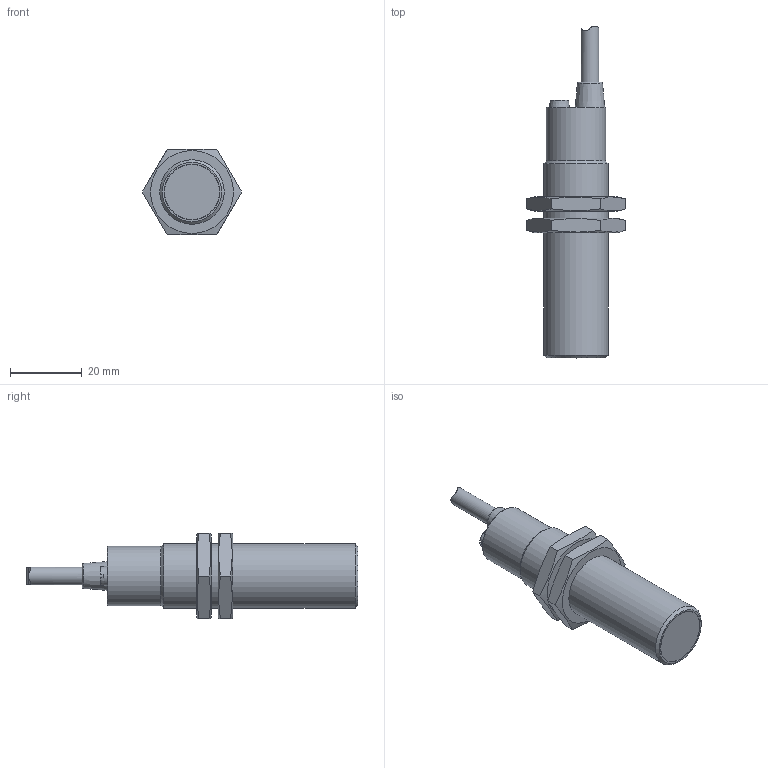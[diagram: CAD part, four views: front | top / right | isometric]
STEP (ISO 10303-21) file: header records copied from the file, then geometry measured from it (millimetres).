
FILE_DESCRIPTION(/* description */ (''),/* implementation_level */ '2;1');
FILE_NAME(/* name */ '403000_Shrinkwrap_1.stp',/* time_stamp */ '2021-07-23T13:35:21+02:00',/* author */ ('Krieger Anja'),/* organization */ (''),/* preprocessor_version */ 'ST-DEVELOPER v18.1',/* originating_system */ 'Autodesk Inventor 2021',/* authorisation */ '');
FILE_SCHEMA (('AUTOMOTIVE_DESIGN { 1 0 10303 214 3 1 1 }'));
Length unit declared in the file: millimetre
Products named in the file (1): 403000_Shrinkwrap_1
Bounding box: 27.71 x 92.67 x 24 mm (x, y, z)
Volume: 19669.8 mm3; surface area: 8009.6 mm2
Topology: 1 solids, 1 shells, 47 faces, 104 edges, 68 vertices
Faces by surface type: plane 26, cylinder 9, cone 8, torus 4
Full cylindrical faces by diameter (mm): 5 x1, 15.4 x1, 15.5 x1, 16.5 x1, 18 x3
Entity records: 1487 total; most frequent: CARTESIAN_POINT 372, ORIENTED_EDGE 208, DIRECTION 200, EDGE_CURVE 104, AXIS2_PLACEMENT_3D 84, VERTEX_POINT 68, EDGE_LOOP 56, STYLED_ITEM 48
